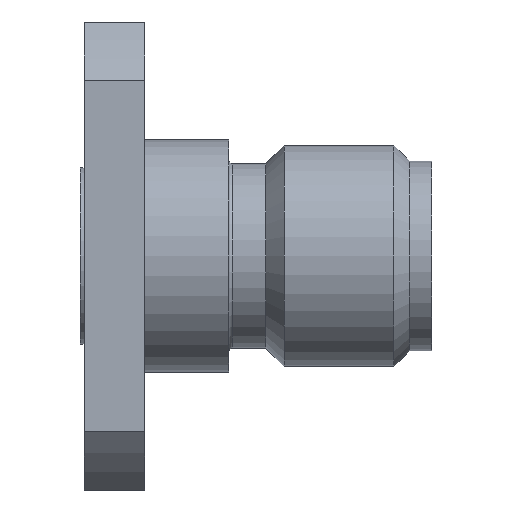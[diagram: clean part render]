
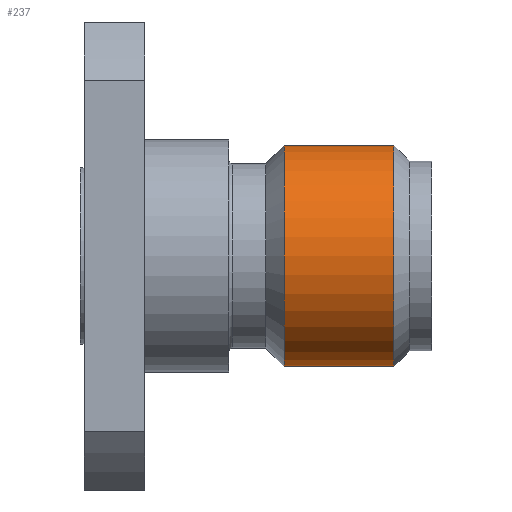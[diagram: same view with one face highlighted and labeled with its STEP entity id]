
A CAD part, front view. The second image highlights one B-rep face of the part: STEP entity #237.
In plain terms, the highlighted cylindrical face has radius 3 mm (diameter 6 mm), a partial arc.
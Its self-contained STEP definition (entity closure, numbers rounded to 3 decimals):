
#44 = DIRECTION ( 'NONE',  ( 0., 0., 1. ) ) ;
#231 = DIRECTION ( 'NONE',  ( 1., 0., 0. ) ) ;
#237 = ADVANCED_FACE ( 'NONE', ( #671 ), #534, .T. ) ;
#252 = AXIS2_PLACEMENT_3D ( 'NONE', #2492, #2223, #231 ) ;
#261 = DIRECTION ( 'NONE',  ( 1., 0., 0. ) ) ;
#400 = VERTEX_POINT ( 'NONE', #948 ) ;
#406 = AXIS2_PLACEMENT_3D ( 'NONE', #1084, #873, #1289 ) ;
#460 = CARTESIAN_POINT ( 'NONE',  ( -3., 0., -8.405 ) ) ;
#461 = AXIS2_PLACEMENT_3D ( 'NONE', #2259, #1815, #261 ) ;
#522 = CARTESIAN_POINT ( 'NONE',  ( -3., 0., 0. ) ) ;
#534 = CYLINDRICAL_SURFACE ( 'NONE', #252, 3. ) ;
#619 = EDGE_CURVE ( 'NONE', #669, #400, #2682, .T. ) ;
#669 = VERTEX_POINT ( 'NONE', #2031 ) ;
#671 = FACE_OUTER_BOUND ( 'NONE', #1582, .T. ) ;
#770 = ORIENTED_EDGE ( 'NONE', *, *, #1278, .T. ) ;
#873 = DIRECTION ( 'NONE',  ( 0., 0., 1. ) ) ;
#922 = ORIENTED_EDGE ( 'NONE', *, *, #2803, .F. ) ;
#934 = CARTESIAN_POINT ( 'NONE',  ( 3., 0., -8.405 ) ) ;
#948 = CARTESIAN_POINT ( 'NONE',  ( 3., 0., -5.43 ) ) ;
#1084 = CARTESIAN_POINT ( 'NONE',  ( 0., 0., -8.405 ) ) ;
#1225 = VECTOR ( 'NONE', #1589, 1000. ) ;
#1278 = EDGE_CURVE ( 'NONE', #1722, #400, #1828, .T. ) ;
#1289 = DIRECTION ( 'NONE',  ( 1., 0., 0. ) ) ;
#1379 = ORIENTED_EDGE ( 'NONE', *, *, #619, .F. ) ;
#1517 = LINE ( 'NONE', #522, #1943 ) ;
#1582 = EDGE_LOOP ( 'NONE', ( #922, #2730, #770, #1379 ) ) ;
#1589 = DIRECTION ( 'NONE',  ( 0., 0., 1. ) ) ;
#1628 = CARTESIAN_POINT ( 'NONE',  ( 3., 0., 0. ) ) ;
#1722 = VERTEX_POINT ( 'NONE', #934 ) ;
#1815 = DIRECTION ( 'NONE',  ( 0., 0., 1. ) ) ;
#1828 = LINE ( 'NONE', #1628, #1225 ) ;
#1918 = EDGE_CURVE ( 'NONE', #2671, #1722, #2268, .T. ) ;
#1943 = VECTOR ( 'NONE', #44, 1000. ) ;
#2031 = CARTESIAN_POINT ( 'NONE',  ( -3., 0., -5.43 ) ) ;
#2223 = DIRECTION ( 'NONE',  ( 0., 0., 1. ) ) ;
#2259 = CARTESIAN_POINT ( 'NONE',  ( 0., 0., -5.43 ) ) ;
#2268 = CIRCLE ( 'NONE', #406, 3. ) ;
#2492 = CARTESIAN_POINT ( 'NONE',  ( 0., 0., 0. ) ) ;
#2671 = VERTEX_POINT ( 'NONE', #460 ) ;
#2682 = CIRCLE ( 'NONE', #461, 3. ) ;
#2730 = ORIENTED_EDGE ( 'NONE', *, *, #1918, .T. ) ;
#2803 = EDGE_CURVE ( 'NONE', #2671, #669, #1517, .T. ) ;
